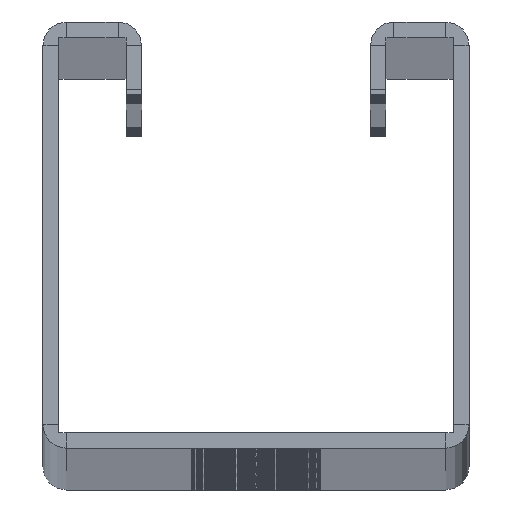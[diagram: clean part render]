
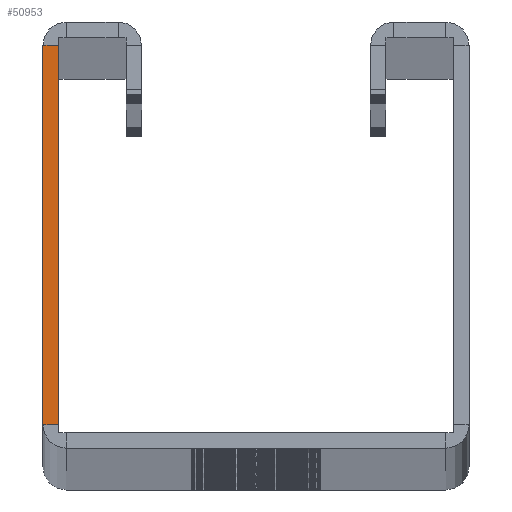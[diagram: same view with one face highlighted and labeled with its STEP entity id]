
A CAD part, top view. The second image highlights one B-rep face of the part: STEP entity #50953.
In plain terms, the highlighted planar face has unit normal (0, 0, 1).
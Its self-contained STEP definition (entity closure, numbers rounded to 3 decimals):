
#478 = EDGE_LOOP ( 'NONE', ( #25333, #18436, #24045, #8982 ) ) ;
#730 = EDGE_CURVE ( 'NONE', #11487, #19665, #27790, .T. ) ;
#3631 = EDGE_CURVE ( 'NONE', #73117, #19665, #66420, .T. ) ;
#5930 = LINE ( 'NONE', #6763, #51957 ) ;
#6763 = CARTESIAN_POINT ( 'NONE',  ( -19., 0., 0. ) ) ;
#8982 = ORIENTED_EDGE ( 'NONE', *, *, #730, .T. ) ;
#11487 = VERTEX_POINT ( 'NONE', #48213 ) ;
#16365 = CARTESIAN_POINT ( 'NONE',  ( -20.5, 2.25, 0. ) ) ;
#16684 = PLANE ( 'NONE',  #45550 ) ;
#18332 = DIRECTION ( 'NONE',  ( -1., 0., 0. ) ) ;
#18436 = ORIENTED_EDGE ( 'NONE', *, *, #60310, .T. ) ;
#19665 = VERTEX_POINT ( 'NONE', #26359 ) ;
#21523 = VECTOR ( 'NONE', #56310, 1000. ) ;
#21994 = CARTESIAN_POINT ( 'NONE',  ( -20.5, 2.25, 0. ) ) ;
#24045 = ORIENTED_EDGE ( 'NONE', *, *, #28498, .T. ) ;
#25333 = ORIENTED_EDGE ( 'NONE', *, *, #3631, .F. ) ;
#26359 = CARTESIAN_POINT ( 'NONE',  ( -20.5, 38.75, 0. ) ) ;
#26816 = CARTESIAN_POINT ( 'NONE',  ( -19., 2.25, 0. ) ) ;
#27790 = LINE ( 'NONE', #67306, #59627 ) ;
#28498 = EDGE_CURVE ( 'NONE', #32695, #11487, #5930, .T. ) ;
#32119 = DIRECTION ( 'NONE',  ( 0., 1., 0. ) ) ;
#32695 = VERTEX_POINT ( 'NONE', #26816 ) ;
#33465 = DIRECTION ( 'NONE',  ( 0., 0., 1. ) ) ;
#34452 = DIRECTION ( 'NONE',  ( 0., 1., 0. ) ) ;
#39143 = CARTESIAN_POINT ( 'NONE',  ( -18.25, 1.5, 0. ) ) ;
#45372 = LINE ( 'NONE', #21994, #21523 ) ;
#45550 = AXIS2_PLACEMENT_3D ( 'NONE', #39143, #33465, #62403 ) ;
#47260 = FACE_OUTER_BOUND ( 'NONE', #478, .T. ) ;
#48213 = CARTESIAN_POINT ( 'NONE',  ( -19., 38.75, 0. ) ) ;
#48928 = CARTESIAN_POINT ( 'NONE',  ( -20.5, 0., 0. ) ) ;
#50953 = ADVANCED_FACE ( 'NONE', ( #47260 ), #16684, .T. ) ;
#51957 = VECTOR ( 'NONE', #34452, 1000. ) ;
#56310 = DIRECTION ( 'NONE',  ( 1., 0., 0. ) ) ;
#59300 = VECTOR ( 'NONE', #32119, 1000. ) ;
#59627 = VECTOR ( 'NONE', #18332, 1000. ) ;
#60310 = EDGE_CURVE ( 'NONE', #73117, #32695, #45372, .T. ) ;
#62403 = DIRECTION ( 'NONE',  ( 1., 0., 0. ) ) ;
#66420 = LINE ( 'NONE', #48928, #59300 ) ;
#67306 = CARTESIAN_POINT ( 'NONE',  ( -19., 38.75, 0. ) ) ;
#73117 = VERTEX_POINT ( 'NONE', #16365 ) ;
